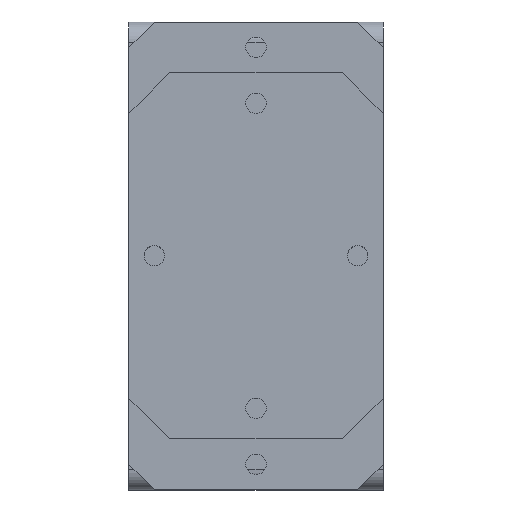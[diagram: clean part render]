
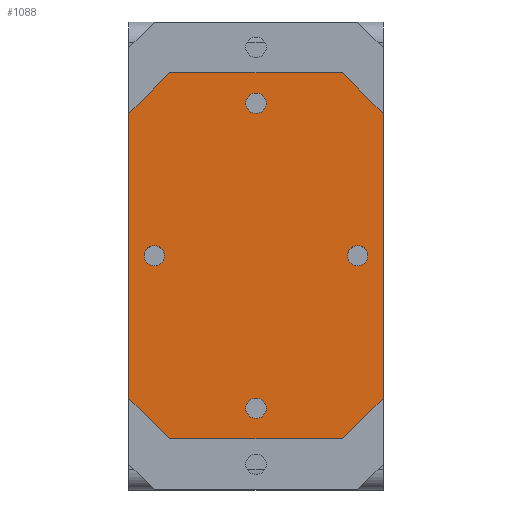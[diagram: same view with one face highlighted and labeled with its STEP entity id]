
A CAD part, top view. The second image highlights one B-rep face of the part: STEP entity #1088.
In plain terms, the highlighted planar face has unit normal (0, 0, 1).
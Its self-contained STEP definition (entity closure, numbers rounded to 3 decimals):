
#22=FACE_BOUND('',#164,.T.);
#23=FACE_BOUND('',#165,.T.);
#24=FACE_BOUND('',#166,.T.);
#25=FACE_BOUND('',#167,.T.);
#52=PLANE('',#1208);
#99=FACE_OUTER_BOUND('',#163,.T.);
#163=EDGE_LOOP('',(#940,#941,#942,#943,#944,#945,#946,#947));
#164=EDGE_LOOP('',(#948));
#165=EDGE_LOOP('',(#949));
#166=EDGE_LOOP('',(#950));
#167=EDGE_LOOP('',(#951));
#213=LINE('',#1623,#329);
#219=LINE('',#1634,#335);
#223=LINE('',#1644,#339);
#228=LINE('',#1652,#344);
#229=LINE('',#1655,#345);
#234=LINE('',#1664,#350);
#237=LINE('',#1673,#353);
#239=LINE('',#1676,#355);
#329=VECTOR('',#1304,10.);
#335=VECTOR('',#1312,10.);
#339=VECTOR('',#1322,10.);
#344=VECTOR('',#1329,10.);
#345=VECTOR('',#1332,10.);
#350=VECTOR('',#1339,10.);
#353=VECTOR('',#1348,10.);
#355=VECTOR('',#1352,10.);
#454=CIRCLE('',#1197,2.);
#456=CIRCLE('',#1201,2.);
#458=CIRCLE('',#1205,2.);
#459=CIRCLE('',#1207,2.);
#490=VERTEX_POINT('',#1621);
#491=VERTEX_POINT('',#1622);
#495=VERTEX_POINT('',#1632);
#498=VERTEX_POINT('',#1643);
#500=VERTEX_POINT('',#1650);
#501=VERTEX_POINT('',#1654);
#504=VERTEX_POINT('',#1662);
#507=VERTEX_POINT('',#1672);
#558=VERTEX_POINT('',#1800);
#560=VERTEX_POINT('',#1807);
#562=VERTEX_POINT('',#1814);
#563=VERTEX_POINT('',#1818);
#601=EDGE_CURVE('',#490,#491,#213,.T.);
#607=EDGE_CURVE('',#490,#495,#219,.T.);
#612=EDGE_CURVE('',#498,#495,#223,.T.);
#617=EDGE_CURVE('',#498,#500,#228,.T.);
#618=EDGE_CURVE('',#501,#500,#229,.T.);
#623=EDGE_CURVE('',#501,#504,#234,.T.);
#627=EDGE_CURVE('',#507,#504,#237,.T.);
#629=EDGE_CURVE('',#507,#491,#239,.T.);
#693=EDGE_CURVE('',#558,#558,#454,.T.);
#696=EDGE_CURVE('',#560,#560,#456,.T.);
#699=EDGE_CURVE('',#562,#562,#458,.T.);
#701=EDGE_CURVE('',#563,#563,#459,.T.);
#940=ORIENTED_EDGE('',*,*,#601,.F.);
#941=ORIENTED_EDGE('',*,*,#607,.T.);
#942=ORIENTED_EDGE('',*,*,#612,.F.);
#943=ORIENTED_EDGE('',*,*,#617,.T.);
#944=ORIENTED_EDGE('',*,*,#618,.F.);
#945=ORIENTED_EDGE('',*,*,#623,.T.);
#946=ORIENTED_EDGE('',*,*,#627,.F.);
#947=ORIENTED_EDGE('',*,*,#629,.T.);
#948=ORIENTED_EDGE('',*,*,#693,.T.);
#949=ORIENTED_EDGE('',*,*,#696,.T.);
#950=ORIENTED_EDGE('',*,*,#699,.T.);
#951=ORIENTED_EDGE('',*,*,#701,.T.);
#1088=ADVANCED_FACE('',(#99,#22,#23,#24,#25),#52,.T.);
#1197=AXIS2_PLACEMENT_3D('',#1801,#1456,#1457);
#1201=AXIS2_PLACEMENT_3D('',#1808,#1465,#1466);
#1205=AXIS2_PLACEMENT_3D('',#1815,#1474,#1475);
#1207=AXIS2_PLACEMENT_3D('',#1819,#1479,#1480);
#1208=AXIS2_PLACEMENT_3D('',#1821,#1482,#1483);
#1304=DIRECTION('',(0.707,0.707,0.));
#1312=DIRECTION('',(0.,-1.,0.));
#1322=DIRECTION('',(-0.707,0.707,0.));
#1329=DIRECTION('',(1.,0.,0.));
#1332=DIRECTION('',(-0.707,-0.707,0.));
#1339=DIRECTION('',(0.,1.,0.));
#1348=DIRECTION('',(0.707,-0.707,0.));
#1352=DIRECTION('',(-1.,0.,0.));
#1456=DIRECTION('center_axis',(0.,0.,-1.));
#1457=DIRECTION('ref_axis',(1.,0.,0.));
#1465=DIRECTION('center_axis',(0.,0.,-1.));
#1466=DIRECTION('ref_axis',(1.,0.,0.));
#1474=DIRECTION('center_axis',(0.,0.,-1.));
#1475=DIRECTION('ref_axis',(1.,0.,0.));
#1479=DIRECTION('center_axis',(0.,0.,-1.));
#1480=DIRECTION('ref_axis',(1.,0.,0.));
#1482=DIRECTION('center_axis',(0.,0.,1.));
#1483=DIRECTION('ref_axis',(1.,0.,0.));
#1621=CARTESIAN_POINT('',(-25.,28.,33.));
#1622=CARTESIAN_POINT('',(-17.,36.,33.));
#1623=CARTESIAN_POINT('',(-23.75,29.25,33.));
#1632=CARTESIAN_POINT('',(-25.,-28.,33.));
#1634=CARTESIAN_POINT('',(-25.,36.,33.));
#1643=CARTESIAN_POINT('',(-17.,-36.,33.));
#1644=CARTESIAN_POINT('',(-23.75,-29.25,33.));
#1650=CARTESIAN_POINT('',(17.,-36.,33.));
#1652=CARTESIAN_POINT('',(-25.,-36.,33.));
#1654=CARTESIAN_POINT('',(25.,-28.,33.));
#1655=CARTESIAN_POINT('',(23.75,-29.25,33.));
#1662=CARTESIAN_POINT('',(25.,28.,33.));
#1664=CARTESIAN_POINT('',(25.,-36.,33.));
#1672=CARTESIAN_POINT('',(17.,36.,33.));
#1673=CARTESIAN_POINT('',(23.75,29.25,33.));
#1676=CARTESIAN_POINT('',(25.,36.,33.));
#1800=CARTESIAN_POINT('',(-2.,-30.,33.));
#1801=CARTESIAN_POINT('Origin',(0.,-30.,33.));
#1807=CARTESIAN_POINT('',(-2.,30.,33.));
#1808=CARTESIAN_POINT('Origin',(0.,30.,33.));
#1814=CARTESIAN_POINT('',(-22.,0.,33.));
#1815=CARTESIAN_POINT('Origin',(-20.,0.,33.));
#1818=CARTESIAN_POINT('',(18.,0.,33.));
#1819=CARTESIAN_POINT('Origin',(20.,0.,33.));
#1821=CARTESIAN_POINT('Origin',(0.,0.,33.));
